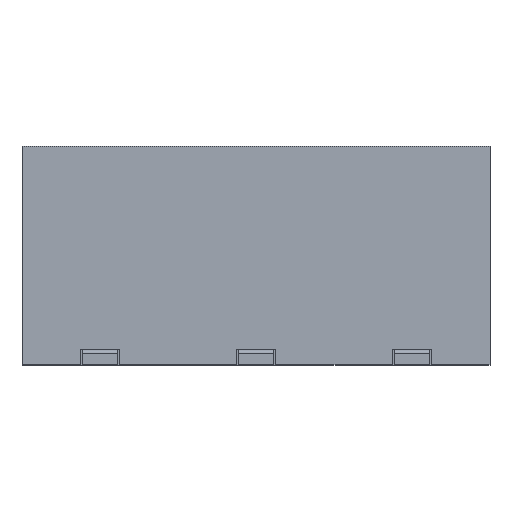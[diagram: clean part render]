
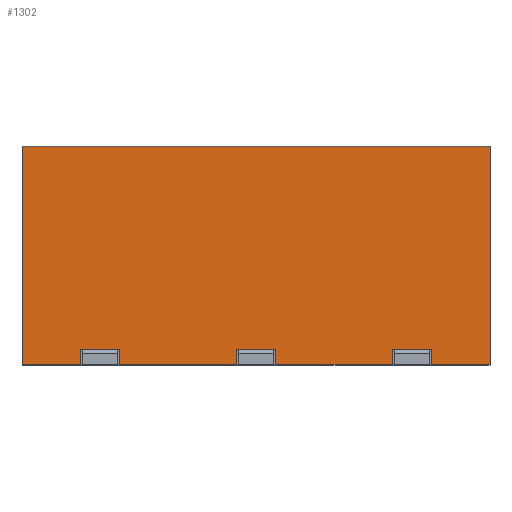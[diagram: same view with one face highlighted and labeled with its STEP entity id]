
A CAD part, top view. The second image highlights one B-rep face of the part: STEP entity #1302.
In plain terms, the highlighted face is planar.
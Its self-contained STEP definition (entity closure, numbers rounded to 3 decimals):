
#17 = CARTESIAN_POINT ( 'NONE',  ( -2., 0., -0.25 ) ) ;
#19 = DIRECTION ( 'NONE',  ( 0., 0., 1. ) ) ;
#20 = VECTOR ( 'NONE', #1052, 1000. ) ;
#59 = VERTEX_POINT ( 'NONE', #74 ) ;
#74 = CARTESIAN_POINT ( 'NONE',  ( -2., 0., -2.25 ) ) ;
#86 = CARTESIAN_POINT ( 'NONE',  ( -2., 0., -3. ) ) ;
#103 = CARTESIAN_POINT ( 'NONE',  ( -2., 0.2, 1.75 ) ) ;
#104 = ORIENTED_EDGE ( 'NONE', *, *, #472, .T. ) ;
#122 = ORIENTED_EDGE ( 'NONE', *, *, #932, .F. ) ;
#173 = VERTEX_POINT ( 'NONE', #1761 ) ;
#177 = ORIENTED_EDGE ( 'NONE', *, *, #731, .T. ) ;
#231 = LINE ( 'NONE', #942, #1592 ) ;
#241 = EDGE_CURVE ( 'NONE', #471, #2083, #1380, .T. ) ;
#246 = LINE ( 'NONE', #1185, #1407 ) ;
#250 = CARTESIAN_POINT ( 'NONE',  ( -2., 0.2, 2.25 ) ) ;
#254 = VERTEX_POINT ( 'NONE', #1174 ) ;
#303 = DIRECTION ( 'NONE',  ( 1., 0., 0. ) ) ;
#336 = VERTEX_POINT ( 'NONE', #2308 ) ;
#341 = ORIENTED_EDGE ( 'NONE', *, *, #2075, .T. ) ;
#393 = VECTOR ( 'NONE', #1222, 1000. ) ;
#395 = EDGE_CURVE ( 'NONE', #173, #2952, #2352, .T. ) ;
#440 = VECTOR ( 'NONE', #2382, 1000. ) ;
#457 = VECTOR ( 'NONE', #2168, 1000. ) ;
#471 = VERTEX_POINT ( 'NONE', #1005 ) ;
#472 = EDGE_CURVE ( 'NONE', #1060, #642, #1904, .T. ) ;
#501 = LINE ( 'NONE', #2818, #1443 ) ;
#535 = VECTOR ( 'NONE', #1040, 1000. ) ;
#555 = DIRECTION ( 'NONE',  ( 0., 0., -1. ) ) ;
#580 = CARTESIAN_POINT ( 'NONE',  ( -2., 0., 2.25 ) ) ;
#589 = ORIENTED_EDGE ( 'NONE', *, *, #750, .T. ) ;
#642 = VERTEX_POINT ( 'NONE', #2446 ) ;
#680 = CARTESIAN_POINT ( 'NONE',  ( -2., 0.2, -1.75 ) ) ;
#722 = LINE ( 'NONE', #1704, #457 ) ;
#731 = EDGE_CURVE ( 'NONE', #254, #59, #912, .T. ) ;
#745 = VERTEX_POINT ( 'NONE', #3019 ) ;
#750 = EDGE_CURVE ( 'NONE', #471, #745, #2078, .T. ) ;
#783 = FACE_OUTER_BOUND ( 'NONE', #883, .T. ) ;
#798 = LINE ( 'NONE', #2479, #2006 ) ;
#803 = EDGE_CURVE ( 'NONE', #2495, #642, #246, .T. ) ;
#833 = CARTESIAN_POINT ( 'NONE',  ( -2., 0., -0.25 ) ) ;
#849 = CARTESIAN_POINT ( 'NONE',  ( -2., 2.8, -3. ) ) ;
#854 = VERTEX_POINT ( 'NONE', #1899 ) ;
#883 = EDGE_LOOP ( 'NONE', ( #2659, #104, #2724, #122, #2962, #177, #1989, #1776, #2204, #341, #1908, #2735, #2461, #589, #2948, #1017 ) ) ;
#912 = LINE ( 'NONE', #1886, #1818 ) ;
#932 = EDGE_CURVE ( 'NONE', #1406, #2495, #722, .T. ) ;
#942 = CARTESIAN_POINT ( 'NONE',  ( -2., 0., 2.25 ) ) ;
#960 = AXIS2_PLACEMENT_3D ( 'NONE', #2388, #303, #2181 ) ;
#1005 = CARTESIAN_POINT ( 'NONE',  ( -2., 0., 0.25 ) ) ;
#1017 = ORIENTED_EDGE ( 'NONE', *, *, #395, .F. ) ;
#1040 = DIRECTION ( 'NONE',  ( 0., 0., -1. ) ) ;
#1052 = DIRECTION ( 'NONE',  ( 0., 0., 1. ) ) ;
#1055 = VECTOR ( 'NONE', #1478, 1000. ) ;
#1060 = VERTEX_POINT ( 'NONE', #580 ) ;
#1111 = CARTESIAN_POINT ( 'NONE',  ( -2., 0., -1.75 ) ) ;
#1156 = VERTEX_POINT ( 'NONE', #1827 ) ;
#1159 = DIRECTION ( 'NONE',  ( 0., 1., 0. ) ) ;
#1174 = CARTESIAN_POINT ( 'NONE',  ( -2., 0., -3. ) ) ;
#1185 = CARTESIAN_POINT ( 'NONE',  ( -2., 2.8, 3. ) ) ;
#1222 = DIRECTION ( 'NONE',  ( 0., -1., 0. ) ) ;
#1302 = ADVANCED_FACE ( 'NONE', ( #783 ), #2408, .F. ) ;
#1378 = VECTOR ( 'NONE', #2056, 1000. ) ;
#1380 = LINE ( 'NONE', #2081, #2789 ) ;
#1384 = LINE ( 'NONE', #2073, #393 ) ;
#1400 = LINE ( 'NONE', #17, #2299 ) ;
#1406 = VERTEX_POINT ( 'NONE', #849 ) ;
#1407 = VECTOR ( 'NONE', #2303, 1000. ) ;
#1421 = LINE ( 'NONE', #1651, #1837 ) ;
#1443 = VECTOR ( 'NONE', #1159, 1000. ) ;
#1458 = VERTEX_POINT ( 'NONE', #833 ) ;
#1478 = DIRECTION ( 'NONE',  ( 0., 0., -1. ) ) ;
#1563 = EDGE_CURVE ( 'NONE', #59, #1156, #1421, .T. ) ;
#1583 = LINE ( 'NONE', #1111, #1378 ) ;
#1592 = VECTOR ( 'NONE', #1872, 1000. ) ;
#1651 = CARTESIAN_POINT ( 'NONE',  ( -2., 0., -2.25 ) ) ;
#1702 = CARTESIAN_POINT ( 'NONE',  ( -2., 2.8, 3. ) ) ;
#1704 = CARTESIAN_POINT ( 'NONE',  ( -2., 2.8, -3. ) ) ;
#1737 = CARTESIAN_POINT ( 'NONE',  ( -2., 0., -3. ) ) ;
#1761 = CARTESIAN_POINT ( 'NONE',  ( -2., 0.2, 2.25 ) ) ;
#1776 = ORIENTED_EDGE ( 'NONE', *, *, #2100, .F. ) ;
#1791 = VECTOR ( 'NONE', #1845, 1000. ) ;
#1818 = VECTOR ( 'NONE', #19, 1000. ) ;
#1827 = CARTESIAN_POINT ( 'NONE',  ( -2., 0.2, -2.25 ) ) ;
#1837 = VECTOR ( 'NONE', #1905, 1000. ) ;
#1845 = DIRECTION ( 'NONE',  ( 0., 0., 1. ) ) ;
#1863 = DIRECTION ( 'NONE',  ( 0., 1., 0. ) ) ;
#1872 = DIRECTION ( 'NONE',  ( 0., 1., 0. ) ) ;
#1886 = CARTESIAN_POINT ( 'NONE',  ( -2., 0., -3. ) ) ;
#1899 = CARTESIAN_POINT ( 'NONE',  ( -2., 0., -1.75 ) ) ;
#1904 = LINE ( 'NONE', #86, #440 ) ;
#1905 = DIRECTION ( 'NONE',  ( 0., 1., 0. ) ) ;
#1908 = ORIENTED_EDGE ( 'NONE', *, *, #2422, .T. ) ;
#1967 = CARTESIAN_POINT ( 'NONE',  ( -2., 0.2, -1.75 ) ) ;
#1989 = ORIENTED_EDGE ( 'NONE', *, *, #1563, .T. ) ;
#2006 = VECTOR ( 'NONE', #555, 1000. ) ;
#2010 = EDGE_CURVE ( 'NONE', #745, #2952, #501, .T. ) ;
#2056 = DIRECTION ( 'NONE',  ( 0., 1., 0. ) ) ;
#2057 = EDGE_CURVE ( 'NONE', #1060, #173, #231, .T. ) ;
#2073 = CARTESIAN_POINT ( 'NONE',  ( -2., 2.8, -3. ) ) ;
#2075 = EDGE_CURVE ( 'NONE', #854, #1458, #2218, .T. ) ;
#2078 = LINE ( 'NONE', #2995, #1791 ) ;
#2081 = CARTESIAN_POINT ( 'NONE',  ( -2., 0., 0.25 ) ) ;
#2083 = VERTEX_POINT ( 'NONE', #2395 ) ;
#2100 = EDGE_CURVE ( 'NONE', #3005, #1156, #2442, .T. ) ;
#2168 = DIRECTION ( 'NONE',  ( 0., 0., 1. ) ) ;
#2181 = DIRECTION ( 'NONE',  ( 0., 0., -1. ) ) ;
#2204 = ORIENTED_EDGE ( 'NONE', *, *, #2581, .F. ) ;
#2218 = LINE ( 'NONE', #1737, #20 ) ;
#2299 = VECTOR ( 'NONE', #2329, 1000. ) ;
#2303 = DIRECTION ( 'NONE',  ( 0., -1., 0. ) ) ;
#2308 = CARTESIAN_POINT ( 'NONE',  ( -2., 0.2, -0.25 ) ) ;
#2329 = DIRECTION ( 'NONE',  ( 0., 1., 0. ) ) ;
#2352 = LINE ( 'NONE', #250, #535 ) ;
#2382 = DIRECTION ( 'NONE',  ( 0., 0., 1. ) ) ;
#2388 = CARTESIAN_POINT ( 'NONE',  ( -2., 2.8, -3. ) ) ;
#2395 = CARTESIAN_POINT ( 'NONE',  ( -2., 0.2, 0.25 ) ) ;
#2408 = PLANE ( 'NONE',  #960 ) ;
#2422 = EDGE_CURVE ( 'NONE', #1458, #336, #1400, .T. ) ;
#2442 = LINE ( 'NONE', #1967, #1055 ) ;
#2446 = CARTESIAN_POINT ( 'NONE',  ( -2., 0., 3. ) ) ;
#2461 = ORIENTED_EDGE ( 'NONE', *, *, #241, .F. ) ;
#2479 = CARTESIAN_POINT ( 'NONE',  ( -2., 0.2, 0.25 ) ) ;
#2495 = VERTEX_POINT ( 'NONE', #1702 ) ;
#2581 = EDGE_CURVE ( 'NONE', #854, #3005, #1583, .T. ) ;
#2659 = ORIENTED_EDGE ( 'NONE', *, *, #2057, .F. ) ;
#2714 = EDGE_CURVE ( 'NONE', #1406, #254, #1384, .T. ) ;
#2724 = ORIENTED_EDGE ( 'NONE', *, *, #803, .F. ) ;
#2735 = ORIENTED_EDGE ( 'NONE', *, *, #2944, .F. ) ;
#2789 = VECTOR ( 'NONE', #1863, 1000. ) ;
#2818 = CARTESIAN_POINT ( 'NONE',  ( -2., 0., 1.75 ) ) ;
#2944 = EDGE_CURVE ( 'NONE', #2083, #336, #798, .T. ) ;
#2948 = ORIENTED_EDGE ( 'NONE', *, *, #2010, .T. ) ;
#2952 = VERTEX_POINT ( 'NONE', #103 ) ;
#2962 = ORIENTED_EDGE ( 'NONE', *, *, #2714, .T. ) ;
#2995 = CARTESIAN_POINT ( 'NONE',  ( -2., 0., -3. ) ) ;
#3005 = VERTEX_POINT ( 'NONE', #680 ) ;
#3019 = CARTESIAN_POINT ( 'NONE',  ( -2., 0., 1.75 ) ) ;
